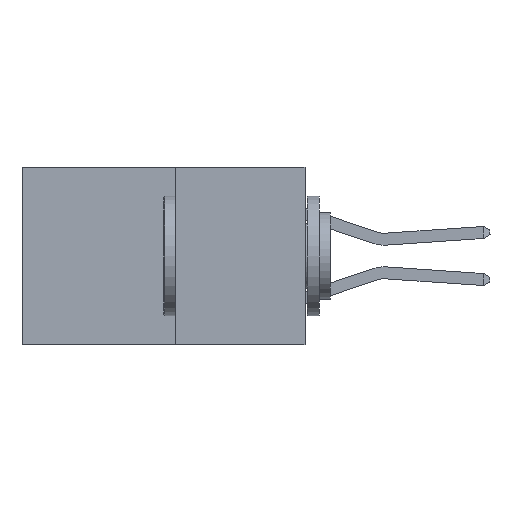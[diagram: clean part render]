
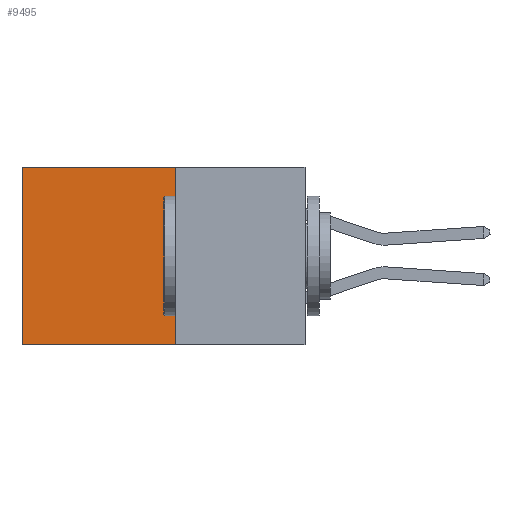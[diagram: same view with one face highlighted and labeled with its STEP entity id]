
A CAD part, left-side view. The second image highlights one B-rep face of the part: STEP entity #9495.
In plain terms, the highlighted planar face has unit normal (-1, 0, 0).
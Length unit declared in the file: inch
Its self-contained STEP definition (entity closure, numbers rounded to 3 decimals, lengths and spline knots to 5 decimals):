
#14 = VERTEX_POINT ( 'NONE', #6340 ) ;
#436 = EDGE_CURVE ( 'NONE', #14, #5719, #3884, .T. ) ;
#721 = ORIENTED_EDGE ( 'NONE', *, *, #6310, .T. ) ;
#1038 = CARTESIAN_POINT ( 'NONE',  ( 0.277, 0.59, -0.37 ) ) ;
#1061 = VECTOR ( 'NONE', #11116, 39.37008 ) ;
#1255 = DIRECTION ( 'NONE',  ( 0., 1., 0. ) ) ;
#1958 = AXIS2_PLACEMENT_3D ( 'NONE', #9728, #4387, #11879 ) ;
#2254 = ORIENTED_EDGE ( 'NONE', *, *, #12898, .F. ) ;
#2296 = PLANE ( 'NONE',  #1958 ) ;
#2400 = ORIENTED_EDGE ( 'NONE', *, *, #5741, .F. ) ;
#3242 = CARTESIAN_POINT ( 'NONE',  ( 0.277, 0.27, -0.37 ) ) ;
#3373 = FACE_OUTER_BOUND ( 'NONE', #8936, .T. ) ;
#3588 = CARTESIAN_POINT ( 'NONE',  ( 0.277, 0.27, -0.37 ) ) ;
#3884 = LINE ( 'NONE', #1038, #1061 ) ;
#4387 = DIRECTION ( 'NONE',  ( 1., 0., 0. ) ) ;
#4446 = CARTESIAN_POINT ( 'NONE',  ( 0.277, 0.27, 0. ) ) ;
#4569 = CARTESIAN_POINT ( 'NONE',  ( 0.277, 0.59, -0.37 ) ) ;
#4880 = LINE ( 'NONE', #8652, #13661 ) ;
#5108 = LINE ( 'NONE', #3588, #13228 ) ;
#5719 = VERTEX_POINT ( 'NONE', #4569 ) ;
#5741 = EDGE_CURVE ( 'NONE', #7593, #5719, #12892, .T. ) ;
#6181 = ORIENTED_EDGE ( 'NONE', *, *, #436, .T. ) ;
#6310 = EDGE_CURVE ( 'NONE', #7733, #14, #4880, .T. ) ;
#6340 = CARTESIAN_POINT ( 'NONE',  ( 0.277, 0.59, 0. ) ) ;
#6587 = VECTOR ( 'NONE', #8853, 39.37008 ) ;
#6789 = DIRECTION ( 'NONE',  ( 0., 0., -1. ) ) ;
#7593 = VERTEX_POINT ( 'NONE', #3242 ) ;
#7733 = VERTEX_POINT ( 'NONE', #4446 ) ;
#8652 = CARTESIAN_POINT ( 'NONE',  ( 0.277, 0.27, 0. ) ) ;
#8853 = DIRECTION ( 'NONE',  ( 0., 1., 0. ) ) ;
#8936 = EDGE_LOOP ( 'NONE', ( #6181, #2400, #2254, #721 ) ) ;
#9495 = ADVANCED_FACE ( 'NONE', ( #3373 ), #2296, .F. ) ;
#9728 = CARTESIAN_POINT ( 'NONE',  ( 0.277, 0.27, -0.37 ) ) ;
#11006 = CARTESIAN_POINT ( 'NONE',  ( 0.277, 0.27, -0.37 ) ) ;
#11116 = DIRECTION ( 'NONE',  ( 0., 0., -1. ) ) ;
#11879 = DIRECTION ( 'NONE',  ( 0., 0., -1. ) ) ;
#12892 = LINE ( 'NONE', #11006, #6587 ) ;
#12898 = EDGE_CURVE ( 'NONE', #7733, #7593, #5108, .T. ) ;
#13228 = VECTOR ( 'NONE', #6789, 39.37008 ) ;
#13661 = VECTOR ( 'NONE', #1255, 39.37008 ) ;
